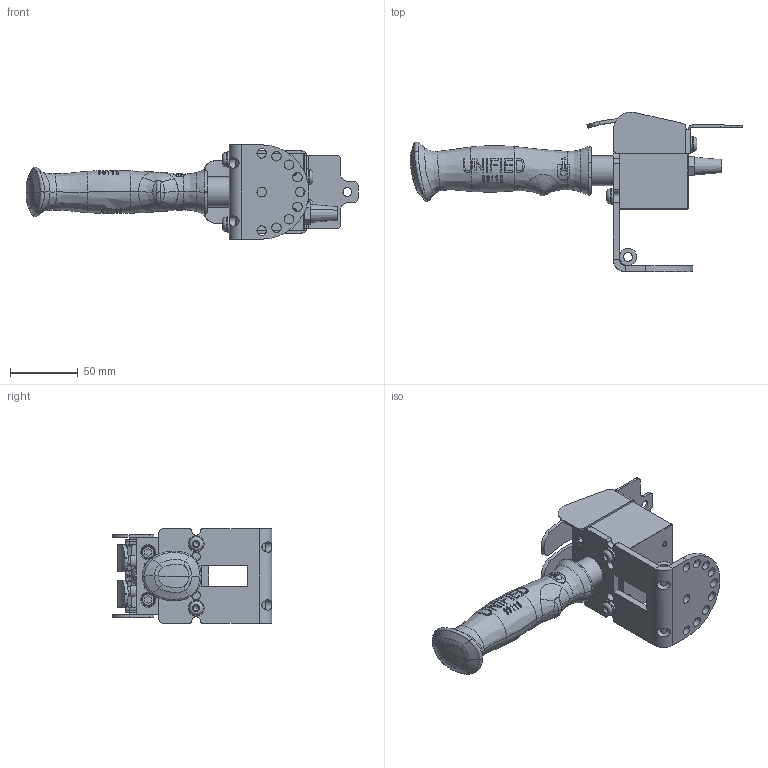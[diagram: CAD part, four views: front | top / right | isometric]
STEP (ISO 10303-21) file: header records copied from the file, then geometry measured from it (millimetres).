
FILE_DESCRIPTION(/* description */ (''),/* implementation_level */ '2;1');
FILE_NAME(/* name */ '79628.stp',/* time_stamp */ '2020-12-02T07:34:59-05:00',/* author */ ('mnhhw'),/* organization */ (''),/* preprocessor_version */ 'ST-DEVELOPER v17',/* originating_system */ 'Autodesk Inventor 2019',/* authorisation */ '');
FILE_SCHEMA (('AUTOMOTIVE_DESIGN { 1 0 10303 214 3 1 1 }'));
Products named in the file (1): 79628
Bounding box: 245.53 x 117.98 x 69.85 mm (x, y, z)
Volume: 185281.1 mm3; surface area: 105207.4 mm2
Topology: 19 solids, 80 shells, 1003 faces, 3002 edges, 2123 vertices
Faces by surface type: plane 435, bspline 314, cylinder 151, cone 90, torus 12, sphere 1
Full cylindrical faces by diameter (mm): 3.3 x4, 4.762 x3, 4.953 x4, 5 x4, 6 x4, 6.172 x2, 6.35 x9, 6.604 x2, 6.985 x10, 9.133 x2, 10.5 x4, 12.7 x2, 14.224 x2, 14.351 x2, 14.55 x1, 15.875 x1, 18.796 x2, 19.05 x2, 22.225 x1, 22.479 x1
Entity records: 84815 total; most frequent: CARTESIAN_POINT 59660, ORIENTED_EDGE 5617, DIRECTION 4038, EDGE_CURVE 2998, VERTEX_POINT 2123, AXIS2_PLACEMENT_3D 1449, LINE 1140, VECTOR 1140
